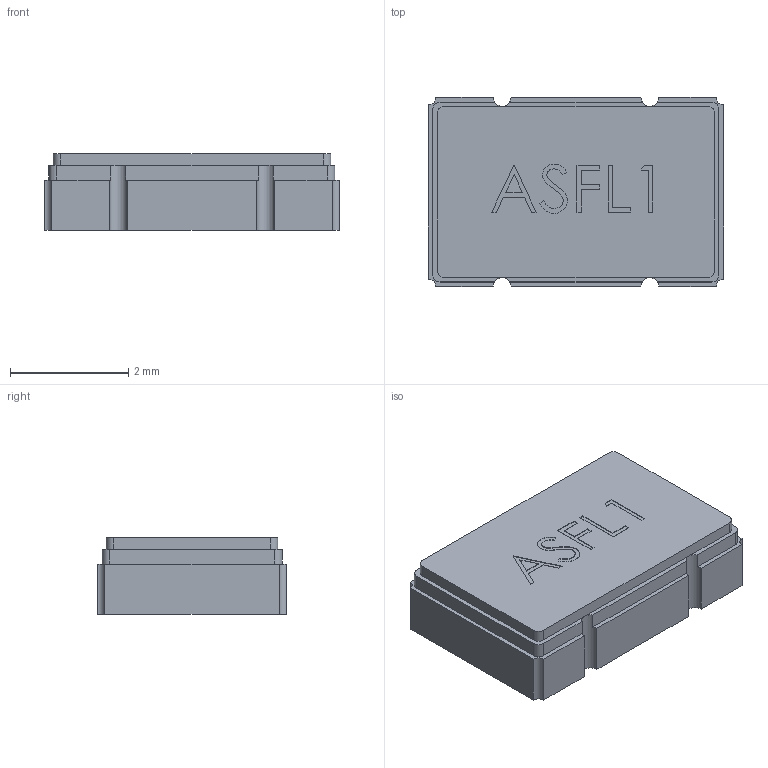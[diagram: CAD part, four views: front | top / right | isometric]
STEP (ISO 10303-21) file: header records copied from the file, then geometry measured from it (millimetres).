
FILE_DESCRIPTION(('FreeCAD Model'),'2;1');
FILE_NAME('ASFL1.STEP', '2016-05-28T14:35:07',('Author'),(''), 'Open CASCADE STEP processor 6.8','FreeCAD','Unknown');
FILE_SCHEMA(('AUTOMOTIVE_DESIGN_CC2 { 1 2 10303 214 -1 1 5 4 }'));
Length unit declared in the file: millimetre
Products named in the file (1): ASFL1
Bounding box: 5 x 3.2 x 1.3 mm (x, y, z)
Volume: 19.8 mm3; surface area: 53 mm2
Topology: 1 solids, 1 shells, 106 faces, 299 edges, 201 vertices
Faces by surface type: plane 75, cylinder 16, bspline 15
Entity records: 11538 total; most frequent: CARTESIAN_POINT 5120, DIRECTION 939, LINE 635, VECTOR 635, ORIENTED_EDGE 598, PCURVE 598, DEFINITIONAL_REPRESENTATION 598, EDGE_CURVE 299
